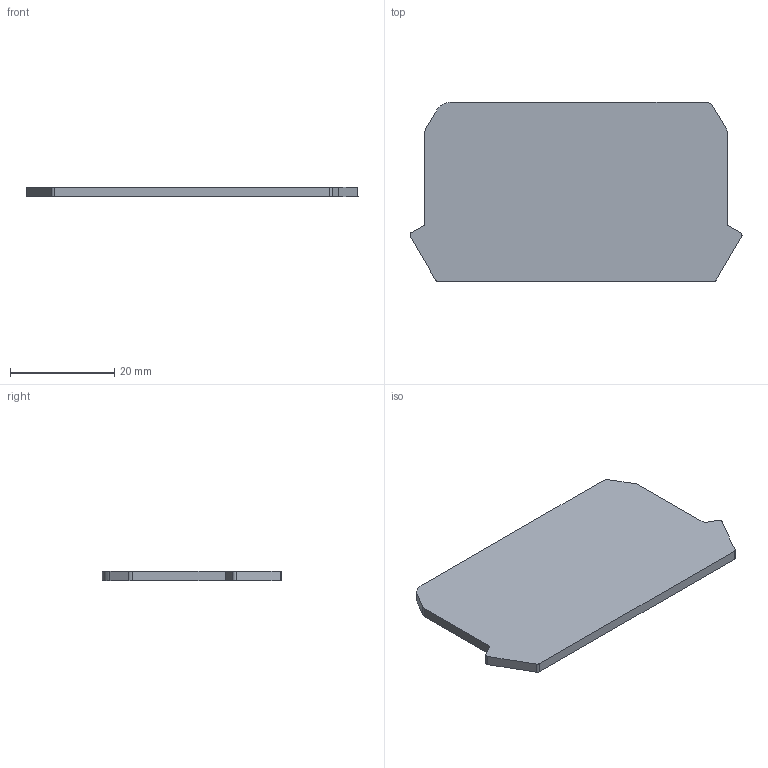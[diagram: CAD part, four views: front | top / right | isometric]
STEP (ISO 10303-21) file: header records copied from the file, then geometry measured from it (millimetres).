
FILE_DESCRIPTION( ('This file contains a STEP AP42 implementation' ,'as created by ZW3D STEP Interface translator.') ,'2;1' );
FILE_NAME( 'D-GUDK4.stp' ,'221213.144625', (''), ('ZWCAD Software Co.'), 'Version 1.0', 'ZW3D to STEP translator', '' );
FILE_SCHEMA(('AUTOMOTIVE_DESIGN'));
Length unit declared in the file: millimetre
Products named in the file (2): 0; D-GUDK4WC
Bounding box: 63.59 x 34.35 x 1.9 mm (x, y, z)
Volume: 3771.6 mm3; surface area: 4313.4 mm2
Topology: 1 solids, 1 shells, 21 faces, 57 edges, 38 vertices
Faces by surface type: bspline 21
Entity records: 713 total; most frequent: CARTESIAN_POINT 317, ORIENTED_EDGE 114, EDGE_CURVE 57, B_SPLINE_CURVE_WITH_KNOTS 49, VERTEX_POINT 38, EDGE_LOOP 21, FACE_OUTER_BOUND 21, ADVANCED_FACE 21
